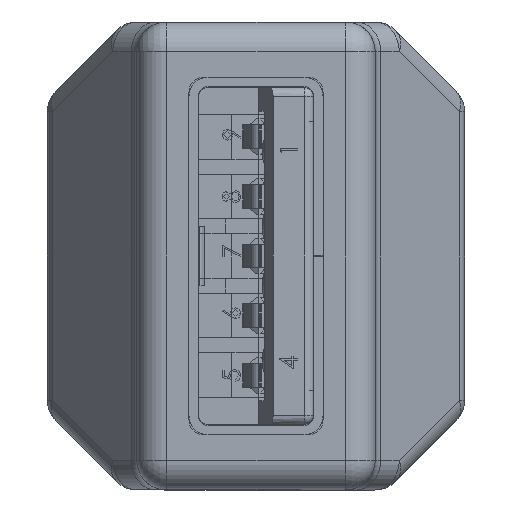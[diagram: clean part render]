
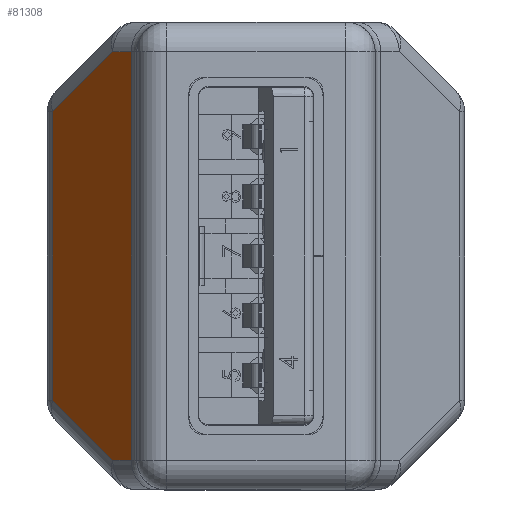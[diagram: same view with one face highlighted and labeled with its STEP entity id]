
A CAD part, left-side view. The second image highlights one B-rep face of the part: STEP entity #81308.
In plain terms, the highlighted face is planar.
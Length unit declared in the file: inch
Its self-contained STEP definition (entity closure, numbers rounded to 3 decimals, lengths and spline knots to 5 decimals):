
#369 = VERTEX_POINT ( 'NONE', #91258 ) ;
#1931 = VECTOR ( 'NONE', #50146, 39.37008 ) ;
#4756 = LINE ( 'NONE', #41152, #1931 ) ;
#6571 = PLANE ( 'NONE',  #46476 ) ;
#7195 = VERTEX_POINT ( 'NONE', #98336 ) ;
#7201 = LINE ( 'NONE', #88751, #96715 ) ;
#7439 = EDGE_CURVE ( 'NONE', #369, #7195, #111780, .T. ) ;
#12234 = CARTESIAN_POINT ( 'NONE',  ( 0.26969, -0.27559, 0.85962 ) ) ;
#12653 = EDGE_LOOP ( 'NONE', ( #50718, #94326, #64775, #86659, #27512, #30491 ) ) ;
#16587 = VECTOR ( 'NONE', #110455, 39.37008 ) ;
#19310 = LINE ( 'NONE', #73933, #87989 ) ;
#19348 = VERTEX_POINT ( 'NONE', #49135 ) ;
#26068 = DIRECTION ( 'NONE',  ( 0., 0.574, -0.819 ) ) ;
#27512 = ORIENTED_EDGE ( 'NONE', *, *, #30188, .T. ) ;
#30123 = VECTOR ( 'NONE', #30153, 39.37008 ) ;
#30153 = DIRECTION ( 'NONE',  ( -1., 0., 0. ) ) ;
#30188 = EDGE_CURVE ( 'NONE', #19348, #369, #19310, .T. ) ;
#30491 = ORIENTED_EDGE ( 'NONE', *, *, #7439, .T. ) ;
#31247 = VECTOR ( 'NONE', #95269, 39.37008 ) ;
#32048 = EDGE_CURVE ( 'NONE', #65444, #36499, #32891, .T. ) ;
#32891 = LINE ( 'NONE', #56802, #30123 ) ;
#33443 = CARTESIAN_POINT ( 'NONE',  ( 0.72009, -0.27559, 0.85962 ) ) ;
#36499 = VERTEX_POINT ( 'NONE', #82078 ) ;
#41152 = CARTESIAN_POINT ( 'NONE',  ( 0.18906, -0.26979, 0.85134 ) ) ;
#42490 = DIRECTION ( 'NONE',  ( 0., 0.819, 0.574 ) ) ;
#46476 = AXIS2_PLACEMENT_3D ( 'NONE', #33443, #42490, #105117 ) ;
#49135 = CARTESIAN_POINT ( 'NONE',  ( -0.26969, -0.1646, 0.70111 ) ) ;
#50146 = DIRECTION ( 'NONE',  ( -0.498, -0.498, 0.711 ) ) ;
#50718 = ORIENTED_EDGE ( 'NONE', *, *, #66945, .T. ) ;
#55873 = DIRECTION ( 'NONE',  ( 1., 0., 0. ) ) ;
#56501 = EDGE_CURVE ( 'NONE', #77825, #19348, #7201, .T. ) ;
#56802 = CARTESIAN_POINT ( 'NONE',  ( 0.72009, -0.26847, 0.84946 ) ) ;
#64775 = ORIENTED_EDGE ( 'NONE', *, *, #103284, .T. ) ;
#65444 = VERTEX_POINT ( 'NONE', #115747 ) ;
#66945 = EDGE_CURVE ( 'NONE', #7195, #65444, #4756, .T. ) ;
#73933 = CARTESIAN_POINT ( 'NONE',  ( 0.30906, -0.1646, 0.70111 ) ) ;
#77825 = VERTEX_POINT ( 'NONE', #84308 ) ;
#81308 = ADVANCED_FACE ( 'NONE', ( #93063 ), #6571, .F. ) ;
#82078 = CARTESIAN_POINT ( 'NONE',  ( -0.19039, -0.26847, 0.84946 ) ) ;
#84308 = CARTESIAN_POINT ( 'NONE',  ( -0.26969, -0.18917, 0.7362 ) ) ;
#86659 = ORIENTED_EDGE ( 'NONE', *, *, #56501, .T. ) ;
#87989 = VECTOR ( 'NONE', #55873, 39.37008 ) ;
#88751 = CARTESIAN_POINT ( 'NONE',  ( -0.26969, -0.27559, 0.85962 ) ) ;
#91258 = CARTESIAN_POINT ( 'NONE',  ( 0.26969, -0.1646, 0.70111 ) ) ;
#93063 = FACE_OUTER_BOUND ( 'NONE', #12653, .T. ) ;
#94294 = LINE ( 'NONE', #103927, #31247 ) ;
#94326 = ORIENTED_EDGE ( 'NONE', *, *, #32048, .T. ) ;
#95269 = DIRECTION ( 'NONE',  ( -0.498, 0.498, -0.711 ) ) ;
#96715 = VECTOR ( 'NONE', #26068, 39.37008 ) ;
#98336 = CARTESIAN_POINT ( 'NONE',  ( 0.26969, -0.18917, 0.7362 ) ) ;
#103284 = EDGE_CURVE ( 'NONE', #36499, #77825, #94294, .T. ) ;
#103927 = CARTESIAN_POINT ( 'NONE',  ( -0.29143, -0.16743, 0.70515 ) ) ;
#105117 = DIRECTION ( 'NONE',  ( 0., -0.574, 0.819 ) ) ;
#110455 = DIRECTION ( 'NONE',  ( 0., -0.574, 0.819 ) ) ;
#111780 = LINE ( 'NONE', #12234, #16587 ) ;
#115747 = CARTESIAN_POINT ( 'NONE',  ( 0.19039, -0.26847, 0.84946 ) ) ;
